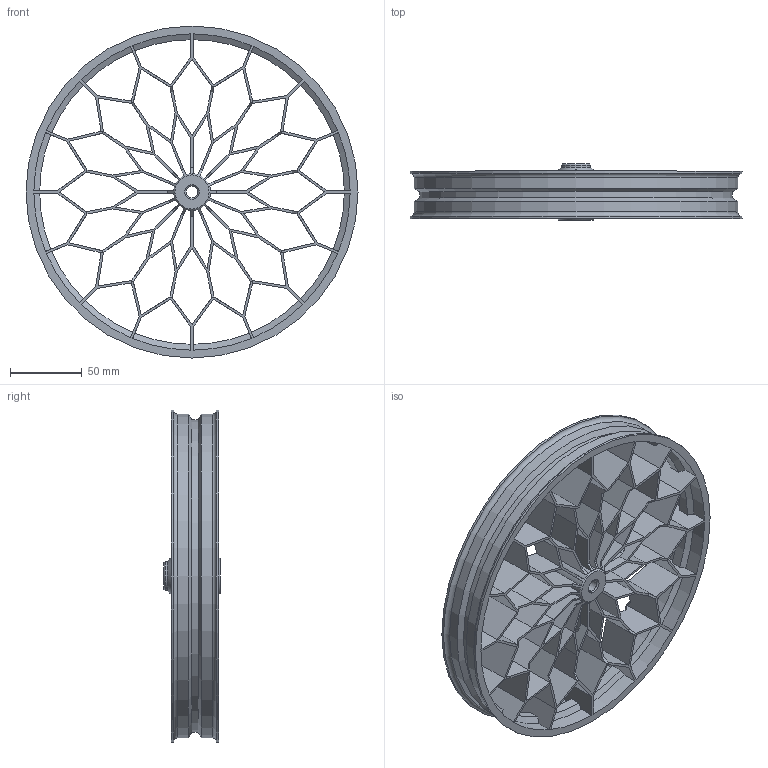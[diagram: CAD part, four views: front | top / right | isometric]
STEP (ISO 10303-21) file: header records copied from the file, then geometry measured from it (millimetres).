
FILE_DESCRIPTION(('STEP AP203'), '1');
FILE_NAME('Mufta', '2025-08-19T22:16:45', ('Ivan'), (''), 'C3D Converter', 'C3D Toolkit', '');
FILE_SCHEMA(('CONFIG_CONTROL_DESIGN'));
Length unit declared in the file: millimetre
Products named in the file (1): -16
Bounding box: 231 x 39.1 x 231 mm (x, y, z)
Volume: 185169.6 mm3; surface area: 190210.3 mm2
Topology: 1 solids, 1 shells, 420 faces, 1465 edges, 967 vertices
Faces by surface type: plane 261, cylinder 76, cone 75, bspline 6, torus 2
Full cylindrical faces by diameter (mm): 4.5 x4, 8.3 x1, 14.3 x1, 20.3 x1, 217.1 x1, 225.1 x2, 231 x2
Entity records: 18931 total; most frequent: CARTESIAN_POINT 6608, ORIENTED_EDGE 2882, DIRECTION 2226, EDGE_CURVE 1441, VERTEX_POINT 967, LINE 862, VECTOR 862, AXIS2_PLACEMENT_3D 682
